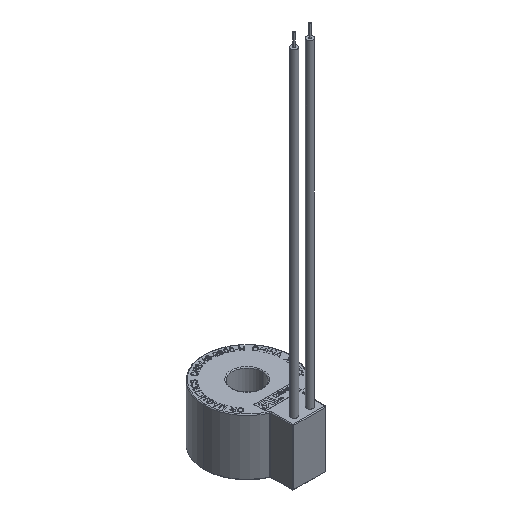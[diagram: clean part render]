
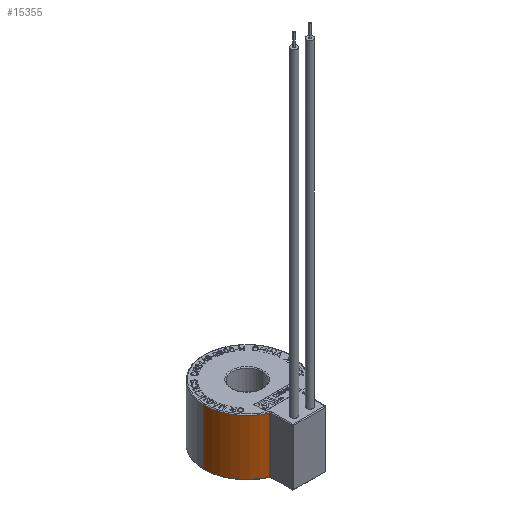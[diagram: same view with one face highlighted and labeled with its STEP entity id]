
A CAD part, isometric view. The second image highlights one B-rep face of the part: STEP entity #15355.
In plain terms, the highlighted cylindrical face has radius 13 mm (diameter 26 mm), a partial arc.
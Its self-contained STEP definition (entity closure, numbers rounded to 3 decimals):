
#1740 = EDGE_CURVE ( 'NONE', #5171, #9470, #13438, .T. ) ;
#3473 = CARTESIAN_POINT ( 'NONE',  ( -13., 0., -17. ) ) ;
#3668 = CARTESIAN_POINT ( 'NONE',  ( 0., 0., -17. ) ) ;
#4751 = AXIS2_PLACEMENT_3D ( 'NONE', #12564, #26001, #17820 ) ;
#5171 = VERTEX_POINT ( 'NONE', #33870 ) ;
#6754 = DIRECTION ( 'NONE',  ( 0., 0., 1. ) ) ;
#9470 = VERTEX_POINT ( 'NONE', #32801 ) ;
#10159 = CARTESIAN_POINT ( 'NONE',  ( -5.151, -11.936, -0.25 ) ) ;
#11219 = VECTOR ( 'NONE', #20060, 1000. ) ;
#11729 = CARTESIAN_POINT ( 'NONE',  ( -5.151, -11.936, -17. ) ) ;
#12303 = CARTESIAN_POINT ( 'NONE',  ( 0., 0., -0.25 ) ) ;
#12564 = CARTESIAN_POINT ( 'NONE',  ( 0., 0., -17. ) ) ;
#13438 = CIRCLE ( 'NONE', #33733, 13. ) ;
#14029 = FACE_OUTER_BOUND ( 'NONE', #26755, .T. ) ;
#14438 = LINE ( 'NONE', #11729, #11219 ) ;
#15355 = ADVANCED_FACE ( 'NONE', ( #14029 ), #22553, .T. ) ;
#16939 = VERTEX_POINT ( 'NONE', #10159 ) ;
#17203 = DIRECTION ( 'NONE',  ( 0., 0., -1. ) ) ;
#17820 = DIRECTION ( 'NONE',  ( 1., 0., 0. ) ) ;
#18794 = VECTOR ( 'NONE', #22566, 1000. ) ;
#19973 = EDGE_CURVE ( 'NONE', #9470, #16939, #14438, .T. ) ;
#20060 = DIRECTION ( 'NONE',  ( 0., 0., 1. ) ) ;
#21632 = ORIENTED_EDGE ( 'NONE', *, *, #25529, .F. ) ;
#22553 = CYLINDRICAL_SURFACE ( 'NONE', #4751, 13. ) ;
#22566 = DIRECTION ( 'NONE',  ( 0., 0., 1. ) ) ;
#23417 = AXIS2_PLACEMENT_3D ( 'NONE', #12303, #17203, #28292 ) ;
#23476 = DIRECTION ( 'NONE',  ( 1., 0., 0. ) ) ;
#24035 = ORIENTED_EDGE ( 'NONE', *, *, #1740, .T. ) ;
#24322 = EDGE_CURVE ( 'NONE', #16939, #35243, #30964, .T. ) ;
#25529 = EDGE_CURVE ( 'NONE', #5171, #35243, #25836, .T. ) ;
#25836 = LINE ( 'NONE', #3473, #18794 ) ;
#26001 = DIRECTION ( 'NONE',  ( 0., 0., 1. ) ) ;
#26755 = EDGE_LOOP ( 'NONE', ( #21632, #24035, #35247, #31596 ) ) ;
#28292 = DIRECTION ( 'NONE',  ( 1., 0., 0. ) ) ;
#30125 = CARTESIAN_POINT ( 'NONE',  ( -13., 0., -0.25 ) ) ;
#30964 = CIRCLE ( 'NONE', #23417, 13. ) ;
#31596 = ORIENTED_EDGE ( 'NONE', *, *, #24322, .T. ) ;
#32801 = CARTESIAN_POINT ( 'NONE',  ( -5.151, -11.936, -17. ) ) ;
#33733 = AXIS2_PLACEMENT_3D ( 'NONE', #3668, #6754, #23476 ) ;
#33870 = CARTESIAN_POINT ( 'NONE',  ( -13., 0., -17. ) ) ;
#35243 = VERTEX_POINT ( 'NONE', #30125 ) ;
#35247 = ORIENTED_EDGE ( 'NONE', *, *, #19973, .T. ) ;
